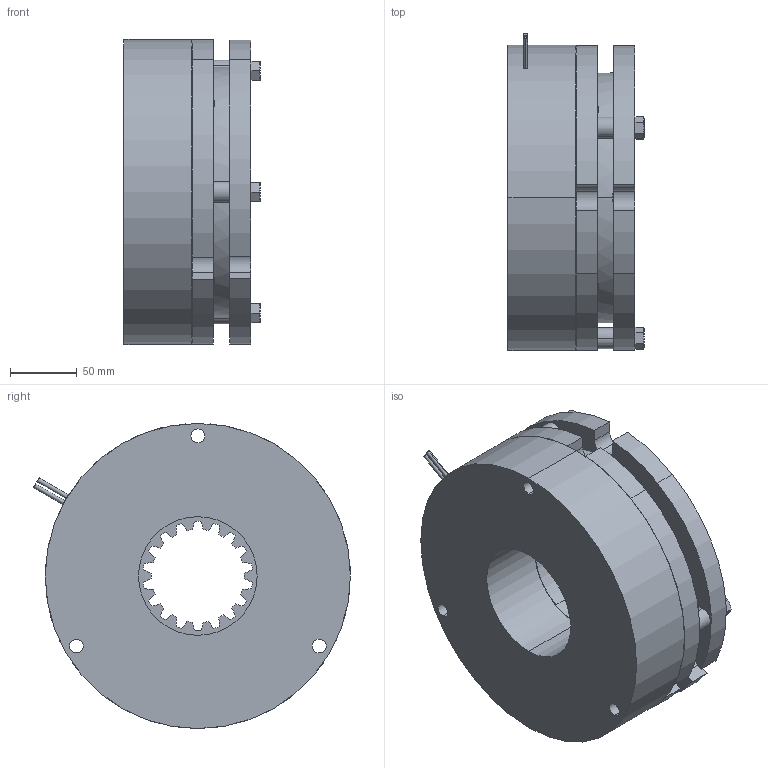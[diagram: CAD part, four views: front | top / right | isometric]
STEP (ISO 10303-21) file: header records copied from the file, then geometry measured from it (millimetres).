
FILE_DESCRIPTION (( 'STEP AP203' ), '1' );
FILE_NAME ('900_SEB_WebAssy.STEP', '2017-02-22T14:19:17', ( 'Delete' ), ( 'Hewlett-Packard Company' ), 'SwSTEP 2.0', 'SolidWorks 2017', '' );
FILE_SCHEMA (( 'CONFIG_CONTROL_DESIGN' ));
Length unit declared in the file: inch
Products named in the file (1): 900_SEB_WebAssy
Bounding box: 102.01 x 237.48 x 228.73 mm (x, y, z)
Volume: 3011598.5 mm3; surface area: 385689.3 mm2
Topology: 15 solids, 15 shells, 603 faces, 1554 edges, 985 vertices
Faces by surface type: cylinder 261, cone 228, plane 108, bspline 6
Entity records: 31646 total; most frequent: CARTESIAN_POINT 16217, DIRECTION 3571, ORIENTED_EDGE 3084, EDGE_CURVE 1542, AXIS2_PLACEMENT_3D 1479, VERTEX_POINT 985, CIRCLE 881, EDGE_LOOP 651
